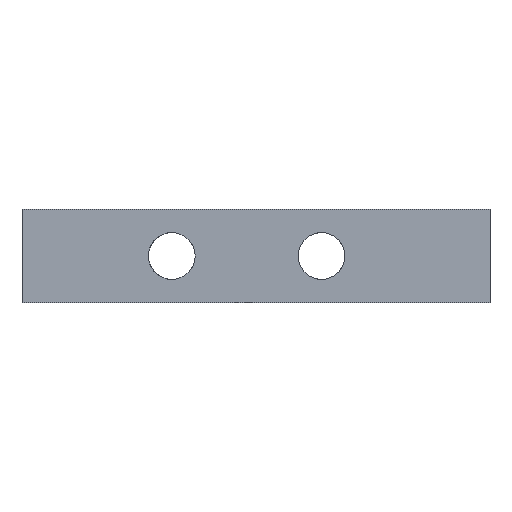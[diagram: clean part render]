
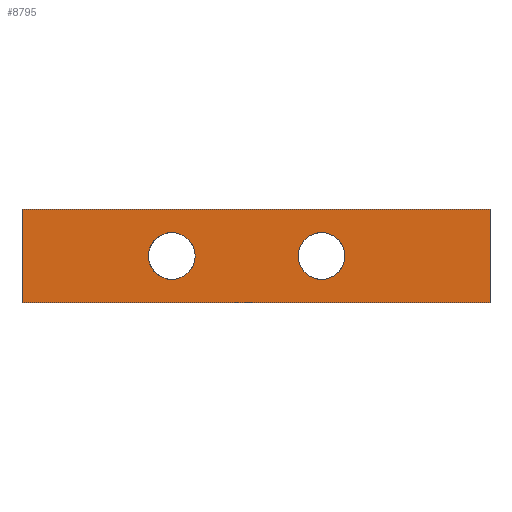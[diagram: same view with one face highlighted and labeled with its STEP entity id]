
A CAD part, left-side view. The second image highlights one B-rep face of the part: STEP entity #8795.
In plain terms, the highlighted planar face has unit normal (-1, 0, 0).
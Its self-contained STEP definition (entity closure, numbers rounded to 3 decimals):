
#35 = VERTEX_POINT ( 'NONE', #5251 ) ;
#154 = CIRCLE ( 'NONE', #6722, 2.5 ) ;
#946 = FACE_OUTER_BOUND ( 'NONE', #9674, .T. ) ;
#1086 = VECTOR ( 'NONE', #8302, 1000. ) ;
#1092 = CARTESIAN_POINT ( 'NONE',  ( -28.324, 0., 0. ) ) ;
#1115 = DIRECTION ( 'NONE',  ( 0., 1., 0. ) ) ;
#1131 = CIRCLE ( 'NONE', #8620, 2.5 ) ;
#1288 = AXIS2_PLACEMENT_3D ( 'NONE', #2456, #2442, #2415 ) ;
#1308 = PLANE ( 'NONE',  #3872 ) ;
#1425 = CARTESIAN_POINT ( 'NONE',  ( -28.324, 0., 10. ) ) ;
#1469 = DIRECTION ( 'NONE',  ( 1., 0., 0. ) ) ;
#1499 = DIRECTION ( 'NONE',  ( 0., 0., -1. ) ) ;
#2415 = DIRECTION ( 'NONE',  ( 0., 0., 1. ) ) ;
#2442 = DIRECTION ( 'NONE',  ( -1., 0., 0. ) ) ;
#2456 = CARTESIAN_POINT ( 'NONE',  ( -28.324, 34., 5. ) ) ;
#3362 = DIRECTION ( 'NONE',  ( 0., 0., 1. ) ) ;
#3394 = DIRECTION ( 'NONE',  ( -1., 0., 0. ) ) ;
#3403 = CARTESIAN_POINT ( 'NONE',  ( -28.324, 34., 5. ) ) ;
#3460 = CIRCLE ( 'NONE', #9781, 2.5 ) ;
#3752 = VECTOR ( 'NONE', #3921, 1000. ) ;
#3779 = EDGE_CURVE ( 'NONE', #7514, #8369, #6253, .T. ) ;
#3830 = VERTEX_POINT ( 'NONE', #5235 ) ;
#3872 = AXIS2_PLACEMENT_3D ( 'NONE', #1425, #1469, #1499 ) ;
#3921 = DIRECTION ( 'NONE',  ( 0., 0., -1. ) ) ;
#3942 = CARTESIAN_POINT ( 'NONE',  ( -28.324, 0., 10. ) ) ;
#4119 = EDGE_CURVE ( 'NONE', #35, #9545, #5027, .T. ) ;
#4285 = VECTOR ( 'NONE', #1115, 1000. ) ;
#4370 = EDGE_CURVE ( 'NONE', #6191, #8286, #7816, .T. ) ;
#5027 = LINE ( 'NONE', #3942, #3752 ) ;
#5235 = CARTESIAN_POINT ( 'NONE',  ( -28.324, 18., 2.5 ) ) ;
#5251 = CARTESIAN_POINT ( 'NONE',  ( -28.324, 0., 10. ) ) ;
#5306 = CARTESIAN_POINT ( 'NONE',  ( -28.324, 34., 7.5 ) ) ;
#5431 = CARTESIAN_POINT ( 'NONE',  ( -28.324, 50., 10. ) ) ;
#5481 = DIRECTION ( 'NONE',  ( 0., 0., 1. ) ) ;
#5578 = LINE ( 'NONE', #7742, #1086 ) ;
#5635 = DIRECTION ( 'NONE',  ( 0., 0., 1. ) ) ;
#5702 = DIRECTION ( 'NONE',  ( -1., 0., 0. ) ) ;
#5729 = FACE_BOUND ( 'NONE', #9221, .T. ) ;
#5743 = CARTESIAN_POINT ( 'NONE',  ( -28.324, 18., 5. ) ) ;
#5782 = CARTESIAN_POINT ( 'NONE',  ( -28.324, 0., 0. ) ) ;
#6191 = VERTEX_POINT ( 'NONE', #10799 ) ;
#6253 = LINE ( 'NONE', #5431, #9487 ) ;
#6722 = AXIS2_PLACEMENT_3D ( 'NONE', #5743, #5702, #5635 ) ;
#7514 = VERTEX_POINT ( 'NONE', #8391 ) ;
#7557 = EDGE_CURVE ( 'NONE', #3830, #10955, #1131, .T. ) ;
#7742 = CARTESIAN_POINT ( 'NONE',  ( -28.324, 0., 10. ) ) ;
#7816 = CIRCLE ( 'NONE', #1288, 2.5 ) ;
#7898 = ORIENTED_EDGE ( 'NONE', *, *, #4119, .F. ) ;
#7956 = ORIENTED_EDGE ( 'NONE', *, *, #9481, .F. ) ;
#7966 = ORIENTED_EDGE ( 'NONE', *, *, #3779, .F. ) ;
#7984 = ORIENTED_EDGE ( 'NONE', *, *, #8756, .F. ) ;
#8009 = ORIENTED_EDGE ( 'NONE', *, *, #11611, .F. ) ;
#8083 = ORIENTED_EDGE ( 'NONE', *, *, #4370, .F. ) ;
#8128 = ORIENTED_EDGE ( 'NONE', *, *, #9524, .F. ) ;
#8186 = ORIENTED_EDGE ( 'NONE', *, *, #7557, .F. ) ;
#8276 = CARTESIAN_POINT ( 'NONE',  ( -28.324, 50., 10. ) ) ;
#8286 = VERTEX_POINT ( 'NONE', #5306 ) ;
#8302 = DIRECTION ( 'NONE',  ( 0., -1., 0. ) ) ;
#8369 = VERTEX_POINT ( 'NONE', #8276 ) ;
#8391 = CARTESIAN_POINT ( 'NONE',  ( -28.324, 50., 0. ) ) ;
#8416 = FACE_BOUND ( 'NONE', #8930, .T. ) ;
#8620 = AXIS2_PLACEMENT_3D ( 'NONE', #11478, #11506, #11515 ) ;
#8756 = EDGE_CURVE ( 'NONE', #9545, #7514, #9022, .T. ) ;
#8795 = ADVANCED_FACE ( 'NONE', ( #946, #8416, #5729 ), #1308, .F. ) ;
#8930 = EDGE_LOOP ( 'NONE', ( #8009, #8083 ) ) ;
#9022 = LINE ( 'NONE', #1092, #4285 ) ;
#9221 = EDGE_LOOP ( 'NONE', ( #8128, #8186 ) ) ;
#9481 = EDGE_CURVE ( 'NONE', #8369, #35, #5578, .T. ) ;
#9487 = VECTOR ( 'NONE', #5481, 1000. ) ;
#9524 = EDGE_CURVE ( 'NONE', #10955, #3830, #154, .T. ) ;
#9545 = VERTEX_POINT ( 'NONE', #5782 ) ;
#9674 = EDGE_LOOP ( 'NONE', ( #7898, #7956, #7966, #7984 ) ) ;
#9781 = AXIS2_PLACEMENT_3D ( 'NONE', #3403, #3394, #3362 ) ;
#10799 = CARTESIAN_POINT ( 'NONE',  ( -28.324, 34., 2.5 ) ) ;
#10955 = VERTEX_POINT ( 'NONE', #11711 ) ;
#11478 = CARTESIAN_POINT ( 'NONE',  ( -28.324, 18., 5. ) ) ;
#11506 = DIRECTION ( 'NONE',  ( -1., 0., 0. ) ) ;
#11515 = DIRECTION ( 'NONE',  ( 0., 0., 1. ) ) ;
#11611 = EDGE_CURVE ( 'NONE', #8286, #6191, #3460, .T. ) ;
#11711 = CARTESIAN_POINT ( 'NONE',  ( -28.324, 18., 7.5 ) ) ;
